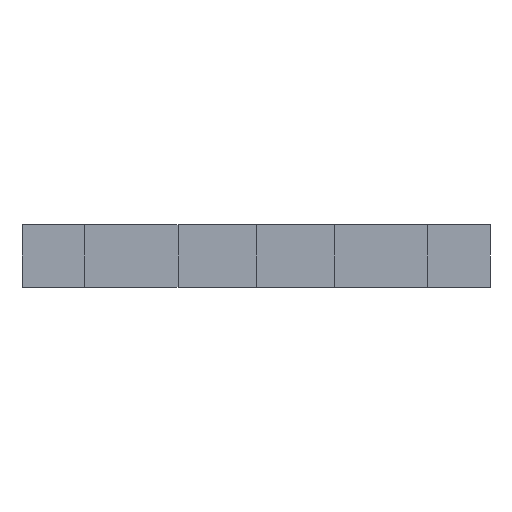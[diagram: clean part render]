
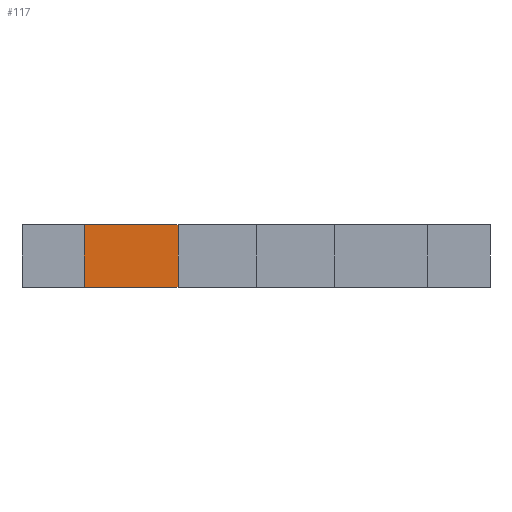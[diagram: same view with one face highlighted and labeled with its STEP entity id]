
A CAD part, front view. The second image highlights one B-rep face of the part: STEP entity #117.
In plain terms, the highlighted planar face has unit normal (0, -1, 0).
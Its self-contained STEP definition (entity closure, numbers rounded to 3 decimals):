
#117=ADVANCED_FACE('',(#213),#165,.F.);
#165=PLANE('',#1094);
#213=FACE_OUTER_BOUND('',#259,.T.);
#259=EDGE_LOOP('',(#332,#333,#334,#335));
#332=ORIENTED_EDGE('',*,*,#696,.T.);
#333=ORIENTED_EDGE('',*,*,#697,.F.);
#334=ORIENTED_EDGE('',*,*,#698,.F.);
#335=ORIENTED_EDGE('',*,*,#693,.T.);
#597=VERTEX_POINT('',#1416);
#598=VERTEX_POINT('',#1418);
#600=VERTEX_POINT('',#1424);
#601=VERTEX_POINT('',#1426);
#693=EDGE_CURVE('',#598,#597,#831,.T.);
#696=EDGE_CURVE('',#597,#600,#834,.T.);
#697=EDGE_CURVE('',#601,#600,#835,.T.);
#698=EDGE_CURVE('',#598,#601,#836,.T.);
#831=LINE('',#1417,#969);
#834=LINE('',#1423,#972);
#835=LINE('',#1425,#973);
#836=LINE('',#1427,#974);
#969=VECTOR('',#1170,1.);
#972=VECTOR('',#1175,1.);
#973=VECTOR('',#1176,1.);
#974=VECTOR('',#1177,1.);
#1094=AXIS2_PLACEMENT_3D('',#1428,#1178,#1179);
#1170=DIRECTION('',(0.,0.,-1.));
#1175=DIRECTION('',(1.,0.,0.));
#1176=DIRECTION('',(0.,0.,-1.));
#1177=DIRECTION('',(1.,0.,0.));
#1178=DIRECTION('',(0.,1.,0.));
#1179=DIRECTION('',(0.,0.,1.));
#1416=CARTESIAN_POINT('',(-22.,4.,0.));
#1417=CARTESIAN_POINT('',(-22.,4.,4.));
#1418=CARTESIAN_POINT('',(-22.,4.,4.));
#1423=CARTESIAN_POINT('',(-22.,4.,0.));
#1424=CARTESIAN_POINT('',(-16.,4.,0.));
#1425=CARTESIAN_POINT('',(-16.,4.,4.));
#1426=CARTESIAN_POINT('',(-16.,4.,4.));
#1427=CARTESIAN_POINT('',(-22.,4.,4.));
#1428=CARTESIAN_POINT('',(-22.,4.,4.));
